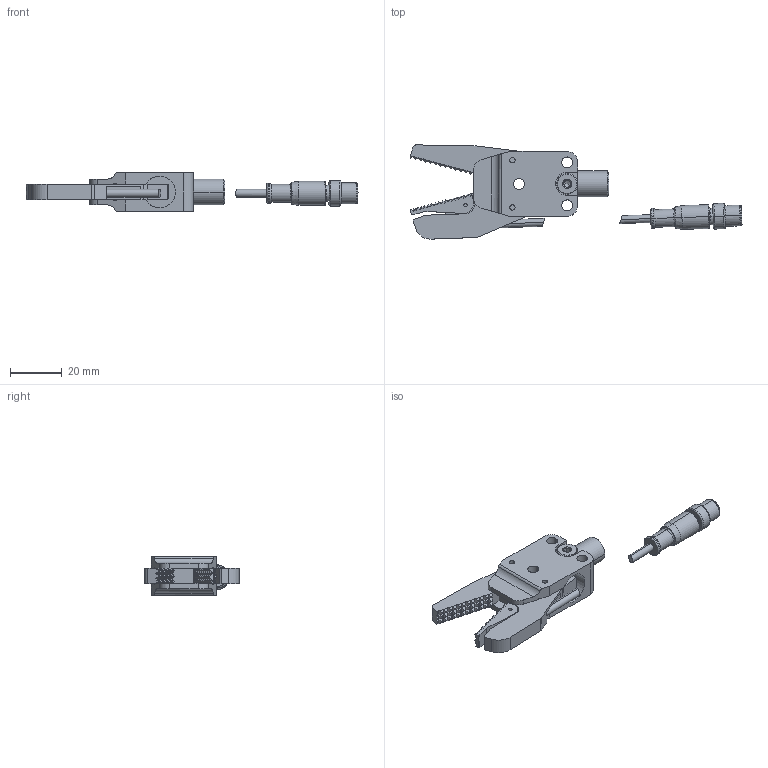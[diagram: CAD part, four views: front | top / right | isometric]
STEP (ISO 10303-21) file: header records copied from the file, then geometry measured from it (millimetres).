
FILE_DESCRIPTION (( 'STEP AP214' ), '1' );
FILE_NAME ('CA.GZA.10.12.MSN.STEP', '2017-10-26T13:58:52', ( '' ), ( '' ), 'SwSTEP 2.0', 'SolidWorks 2017', '' );
FILE_SCHEMA (( 'AUTOMOTIVE_DESIGN' ));
Length unit declared in the file: millimetre
Products named in the file (7): CA.08.14.013; GZA.10.12.1.L; GZA.10.12.3.D; MMD.IL5AN3AVF80; GZA.10.12.3.MS; GZA.10.12.3.MS1; CA.GZA.10.12.MSN
Assembly tree (6 placements, depth 2):
  CA.GZA.10.12.MSN
    GZA.10.12.3.MS1
    GZA.10.12.3.MS
    MMD.IL5AN3AVF80
    GZA.10.12.3.D
    GZA.10.12.1.L
    CA.08.14.013
Bounding box: 127.77 x 36.25 x 15 mm (x, y, z)
Volume: 16687 mm3; surface area: 12596.9 mm2
Topology: 10 solids, 10 shells, 631 faces, 1394 edges, 777 vertices
Faces by surface type: plane 462, cylinder 115, bspline 30, cone 24
Entity records: 17917 total; most frequent: CARTESIAN_POINT 3831, DIRECTION 2786, ORIENTED_EDGE 2756, EDGE_CURVE 1378, LINE 1052, VECTOR 1052, AXIS2_PLACEMENT_3D 867, VERTEX_POINT 776
